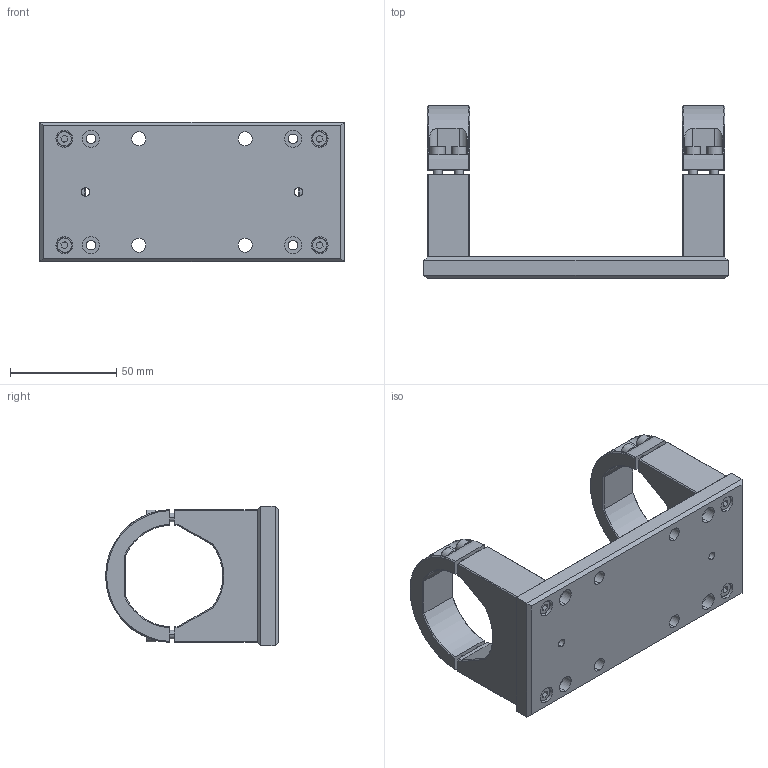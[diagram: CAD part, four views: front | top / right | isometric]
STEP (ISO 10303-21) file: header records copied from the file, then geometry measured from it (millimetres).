
FILE_DESCRIPTION (( 'STEP AP203' ), '1' );
FILE_NAME ('DP20100-C_CMHOTC16M009.step', '2021-11-15T13:43:23', ( '' ), ( '' ), 'SwSTEP 2.0', 'SolidWorks 2021', '' );
FILE_SCHEMA (( 'CONFIG_CONTROL_DESIGN' ));
Length unit declared in the file: millimetre
Products named in the file (1): DP20100-C_CMHOTC16M009
Bounding box: 143 x 81.26 x 65.54 mm (x, y, z)
Surface area: 50447.5 mm2 (no closed solid volume)
Topology: 0 solids, 25 shells, 324 faces, 880 edges, 592 vertices
Faces by surface type: plane 164, cylinder 112, cone 24, torus 24
Entity records: 10557 total; most frequent: CARTESIAN_POINT 2101, DIRECTION 1826, ORIENTED_EDGE 1552, EDGE_CURVE 880, AXIS2_PLACEMENT_3D 677, VERTEX_POINT 592, LINE 472, VECTOR 472
